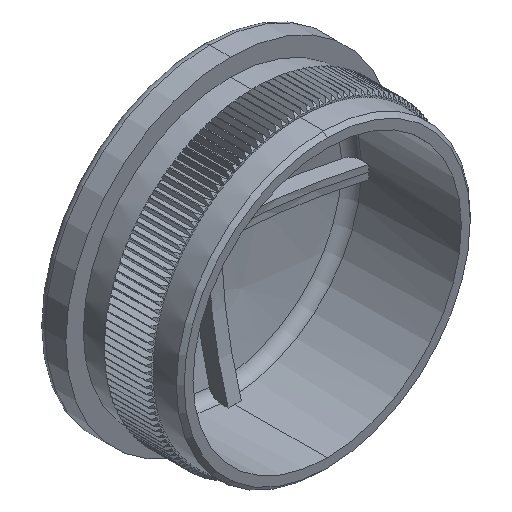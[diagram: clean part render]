
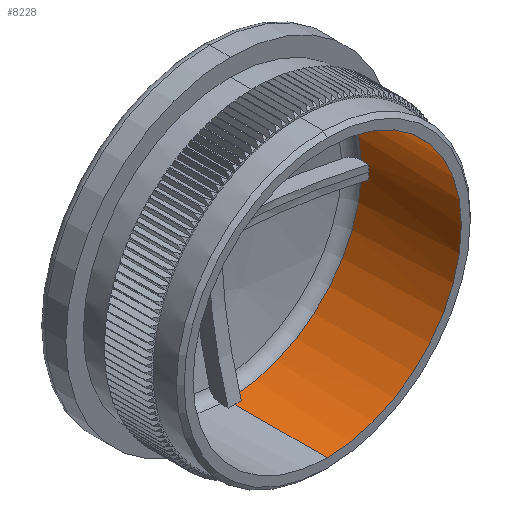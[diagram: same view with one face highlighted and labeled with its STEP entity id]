
A CAD part, isometric view. The second image highlights one B-rep face of the part: STEP entity #8228.
In plain terms, the highlighted cylindrical face has radius 17.3 mm (diameter 34.6 mm), a partial arc.
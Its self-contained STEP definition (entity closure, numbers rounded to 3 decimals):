
#530 = LINE ( 'NONE', #7073, #17857 ) ;
#1756 = DIRECTION ( 'NONE',  ( 0., -1., 0. ) ) ;
#2839 = DIRECTION ( 'NONE',  ( 0., -1., 0. ) ) ;
#4524 = CARTESIAN_POINT ( 'NONE',  ( 0.85, 12.872, -17.279 ) ) ;
#4553 = CARTESIAN_POINT ( 'NONE',  ( 0., 12.872, 0. ) ) ;
#5022 = ORIENTED_EDGE ( 'NONE', *, *, #20599, .F. ) ;
#5460 = VERTEX_POINT ( 'NONE', #20620 ) ;
#6850 = DIRECTION ( 'NONE',  ( 0., -1., 0. ) ) ;
#7073 = CARTESIAN_POINT ( 'NONE',  ( 0.85, 19.501, -17.279 ) ) ;
#7639 = EDGE_CURVE ( 'NONE', #30628, #21096, #31400, .T. ) ;
#8005 = DIRECTION ( 'NONE',  ( 0., 1., 0. ) ) ;
#8192 = DIRECTION ( 'NONE',  ( 0., 0., -1. ) ) ;
#8228 = ADVANCED_FACE ( 'NONE', ( #36318 ), #10924, .F. ) ;
#8247 = VECTOR ( 'NONE', #21500, 1000. ) ;
#8985 = DIRECTION ( 'NONE',  ( 0., -1., 0. ) ) ;
#9324 = CARTESIAN_POINT ( 'NONE',  ( 0., 16.5, 0. ) ) ;
#9710 = ORIENTED_EDGE ( 'NONE', *, *, #41323, .T. ) ;
#10412 = CARTESIAN_POINT ( 'NONE',  ( 0., 0., 17.3 ) ) ;
#10425 = EDGE_CURVE ( 'NONE', #12485, #25807, #15704, .T. ) ;
#10465 = CARTESIAN_POINT ( 'NONE',  ( 0., 11.917, 17.3 ) ) ;
#10874 = CARTESIAN_POINT ( 'NONE',  ( 17.279, 12.872, 0.85 ) ) ;
#10924 = CYLINDRICAL_SURFACE ( 'NONE', #20468, 17.3 ) ;
#11156 = AXIS2_PLACEMENT_3D ( 'NONE', #42642, #32045, #8192 ) ;
#11427 = LINE ( 'NONE', #29994, #13630 ) ;
#12483 = AXIS2_PLACEMENT_3D ( 'NONE', #28231, #17434, #34572 ) ;
#12485 = VERTEX_POINT ( 'NONE', #24952 ) ;
#12915 = CARTESIAN_POINT ( 'NONE',  ( 0., 11.917, 0. ) ) ;
#13593 = CIRCLE ( 'NONE', #33062, 17.3 ) ;
#13630 = VECTOR ( 'NONE', #1756, 1000. ) ;
#14110 = VERTEX_POINT ( 'NONE', #10874 ) ;
#14235 = DIRECTION ( 'NONE',  ( 0., -1., 0. ) ) ;
#15035 = DIRECTION ( 'NONE',  ( 0., 0., -1. ) ) ;
#15105 = ORIENTED_EDGE ( 'NONE', *, *, #31329, .T. ) ;
#15704 = CIRCLE ( 'NONE', #34456, 17.3 ) ;
#15917 = CIRCLE ( 'NONE', #38246, 17.3 ) ;
#16357 = CARTESIAN_POINT ( 'NONE',  ( 0., 0., 0. ) ) ;
#16450 = ORIENTED_EDGE ( 'NONE', *, *, #41121, .F. ) ;
#16480 = CARTESIAN_POINT ( 'NONE',  ( 0.85, 11.917, -17.279 ) ) ;
#16561 = DIRECTION ( 'NONE',  ( 0., 0., -1. ) ) ;
#17434 = DIRECTION ( 'NONE',  ( 0., -1., 0. ) ) ;
#17857 = VECTOR ( 'NONE', #14235, 1000. ) ;
#17941 = ORIENTED_EDGE ( 'NONE', *, *, #31846, .T. ) ;
#19124 = ORIENTED_EDGE ( 'NONE', *, *, #10425, .F. ) ;
#19823 = CARTESIAN_POINT ( 'NONE',  ( 17.279, 19.501, 0.85 ) ) ;
#20261 = DIRECTION ( 'NONE',  ( 0., -1., 0. ) ) ;
#20468 = AXIS2_PLACEMENT_3D ( 'NONE', #9324, #22818, #40458 ) ;
#20599 = EDGE_CURVE ( 'NONE', #25807, #27710, #40688, .T. ) ;
#20620 = CARTESIAN_POINT ( 'NONE',  ( 0., 0., -17.3 ) ) ;
#20624 = VERTEX_POINT ( 'NONE', #10465 ) ;
#20653 = AXIS2_PLACEMENT_3D ( 'NONE', #12915, #37051, #27087 ) ;
#20741 = EDGE_CURVE ( 'NONE', #20624, #42360, #35821, .T. ) ;
#21096 = VERTEX_POINT ( 'NONE', #16480 ) ;
#21500 = DIRECTION ( 'NONE',  ( 0., -1., 0. ) ) ;
#22457 = ORIENTED_EDGE ( 'NONE', *, *, #37402, .F. ) ;
#22818 = DIRECTION ( 'NONE',  ( 0., -1., 0. ) ) ;
#23054 = VERTEX_POINT ( 'NONE', #4524 ) ;
#23133 = ORIENTED_EDGE ( 'NONE', *, *, #30205, .T. ) ;
#23568 = DIRECTION ( 'NONE',  ( 0., 0., -1. ) ) ;
#24815 = ORIENTED_EDGE ( 'NONE', *, *, #40674, .T. ) ;
#24873 = VERTEX_POINT ( 'NONE', #29043 ) ;
#24952 = CARTESIAN_POINT ( 'NONE',  ( 17.279, 11.917, -0.85 ) ) ;
#25807 = VERTEX_POINT ( 'NONE', #29570 ) ;
#27087 = DIRECTION ( 'NONE',  ( 0., 0., -1. ) ) ;
#27497 = CARTESIAN_POINT ( 'NONE',  ( 17.279, 11.917, 0.85 ) ) ;
#27710 = VERTEX_POINT ( 'NONE', #27497 ) ;
#28231 = CARTESIAN_POINT ( 'NONE',  ( 0., 11.917, 0. ) ) ;
#28406 = DIRECTION ( 'NONE',  ( 0., 0., -1. ) ) ;
#29043 = CARTESIAN_POINT ( 'NONE',  ( 0.85, 12.872, 17.279 ) ) ;
#29281 = CIRCLE ( 'NONE', #31029, 17.3 ) ;
#29327 = LINE ( 'NONE', #29993, #30969 ) ;
#29570 = CARTESIAN_POINT ( 'NONE',  ( 17.3, 11.917, 0. ) ) ;
#29872 = EDGE_LOOP ( 'NONE', ( #42475, #22457, #16450, #17941, #24815, #5022, #19124, #32520, #15105, #44789, #35483, #9710, #23133 ) ) ;
#29993 = CARTESIAN_POINT ( 'NONE',  ( 17.279, 19.501, -0.85 ) ) ;
#29994 = CARTESIAN_POINT ( 'NONE',  ( 0.85, 19.501, 17.279 ) ) ;
#30205 = EDGE_CURVE ( 'NONE', #5460, #42360, #15917, .T. ) ;
#30628 = VERTEX_POINT ( 'NONE', #39965 ) ;
#30650 = EDGE_CURVE ( 'NONE', #39522, #12485, #29327, .T. ) ;
#30969 = VECTOR ( 'NONE', #8985, 1000. ) ;
#31029 = AXIS2_PLACEMENT_3D ( 'NONE', #4553, #8005, #28406 ) ;
#31329 = EDGE_CURVE ( 'NONE', #39522, #23054, #29281, .T. ) ;
#31400 = CIRCLE ( 'NONE', #11156, 17.3 ) ;
#31739 = CARTESIAN_POINT ( 'NONE',  ( 0., 11.917, 0. ) ) ;
#31846 = EDGE_CURVE ( 'NONE', #24873, #14110, #13593, .T. ) ;
#31954 = VECTOR ( 'NONE', #6850, 1000. ) ;
#32022 = CARTESIAN_POINT ( 'NONE',  ( 0., 16.5, 17.3 ) ) ;
#32032 = DIRECTION ( 'NONE',  ( 0., -1., 0. ) ) ;
#32045 = DIRECTION ( 'NONE',  ( 0., -1., 0. ) ) ;
#32520 = ORIENTED_EDGE ( 'NONE', *, *, #30650, .F. ) ;
#32529 = CARTESIAN_POINT ( 'NONE',  ( 17.279, 12.872, -0.85 ) ) ;
#32962 = CARTESIAN_POINT ( 'NONE',  ( 0.85, 11.917, 17.279 ) ) ;
#33062 = AXIS2_PLACEMENT_3D ( 'NONE', #40228, #33697, #16561 ) ;
#33697 = DIRECTION ( 'NONE',  ( 0., 1., 0. ) ) ;
#34456 = AXIS2_PLACEMENT_3D ( 'NONE', #31739, #32032, #15035 ) ;
#34572 = DIRECTION ( 'NONE',  ( 0., 0., -1. ) ) ;
#34672 = VECTOR ( 'NONE', #2839, 1000. ) ;
#35483 = ORIENTED_EDGE ( 'NONE', *, *, #7639, .F. ) ;
#35672 = VERTEX_POINT ( 'NONE', #32962 ) ;
#35821 = LINE ( 'NONE', #32022, #8247 ) ;
#36318 = FACE_OUTER_BOUND ( 'NONE', #29872, .T. ) ;
#36824 = LINE ( 'NONE', #37974, #31954 ) ;
#36869 = LINE ( 'NONE', #19823, #34672 ) ;
#37051 = DIRECTION ( 'NONE',  ( 0., -1., 0. ) ) ;
#37402 = EDGE_CURVE ( 'NONE', #35672, #20624, #41898, .T. ) ;
#37974 = CARTESIAN_POINT ( 'NONE',  ( 0., 16.5, -17.3 ) ) ;
#38246 = AXIS2_PLACEMENT_3D ( 'NONE', #16357, #20261, #23568 ) ;
#39522 = VERTEX_POINT ( 'NONE', #32529 ) ;
#39965 = CARTESIAN_POINT ( 'NONE',  ( 0., 11.917, -17.3 ) ) ;
#40228 = CARTESIAN_POINT ( 'NONE',  ( 0., 12.872, 0. ) ) ;
#40458 = DIRECTION ( 'NONE',  ( 0., 0., -1. ) ) ;
#40674 = EDGE_CURVE ( 'NONE', #14110, #27710, #36869, .T. ) ;
#40688 = CIRCLE ( 'NONE', #20653, 17.3 ) ;
#41121 = EDGE_CURVE ( 'NONE', #24873, #35672, #11427, .T. ) ;
#41323 = EDGE_CURVE ( 'NONE', #30628, #5460, #36824, .T. ) ;
#41898 = CIRCLE ( 'NONE', #12483, 17.3 ) ;
#42360 = VERTEX_POINT ( 'NONE', #10412 ) ;
#42475 = ORIENTED_EDGE ( 'NONE', *, *, #20741, .F. ) ;
#42510 = EDGE_CURVE ( 'NONE', #23054, #21096, #530, .T. ) ;
#42642 = CARTESIAN_POINT ( 'NONE',  ( 0., 11.917, 0. ) ) ;
#44789 = ORIENTED_EDGE ( 'NONE', *, *, #42510, .T. ) ;
